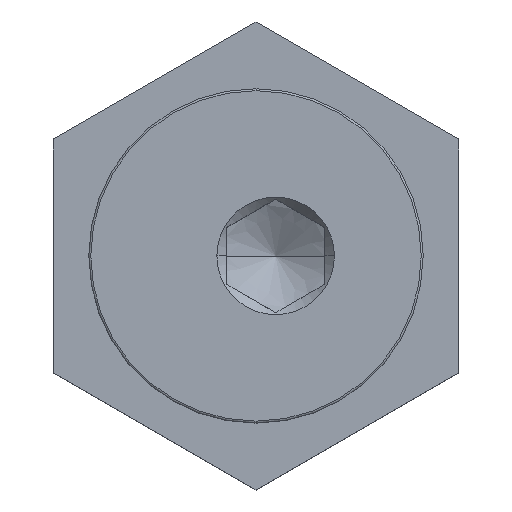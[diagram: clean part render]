
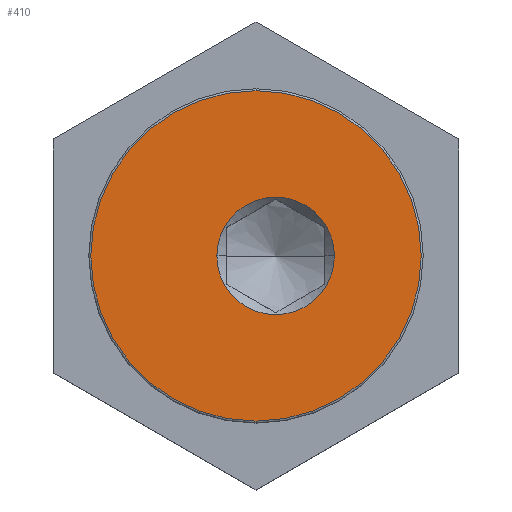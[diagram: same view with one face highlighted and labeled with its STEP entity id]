
A CAD part, top view. The second image highlights one B-rep face of the part: STEP entity #410.
In plain terms, the highlighted planar face has unit normal (0, 0, 1).
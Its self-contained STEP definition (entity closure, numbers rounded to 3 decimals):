
#216=EDGE_CURVE('',#222,#436,#577,.T.);
#222=VERTEX_POINT('',#584);
#264=EDGE_CURVE('',#530,#222,#633,.T.);
#296=EDGE_CURVE('',#392,#366,#666,.T.);
#366=VERTEX_POINT('',#742);
#392=VERTEX_POINT('',#772);
#410=ADVANCED_FACE('',(#792,#793),#794,.T.);
#416=EDGE_CURVE('',#436,#530,#802,.T.);
#436=VERTEX_POINT('',#822);
#502=EDGE_CURVE('',#366,#392,#895,.T.);
#530=VERTEX_POINT('',#927);
#577=CIRCLE('',#993,8.4);
#584=CARTESIAN_POINT('',(-1.,-8.4,4.7));
#633=CIRCLE('',#1083,8.4);
#666=CIRCLE('',#1150,2.988);
#742=CARTESIAN_POINT('',(2.988,0.0,4.7));
#772=CARTESIAN_POINT('',(-2.988,0.,4.7));
#792=FACE_BOUND('',#1369,.T.);
#793=FACE_OUTER_BOUND('',#1370,.T.);
#794=PLANE('',#1371);
#802=CIRCLE('',#1382,8.4);
#822=CARTESIAN_POINT('',(-1.0,8.4,4.7));
#895=CIRCLE('',#1530,2.988);
#927=CARTESIAN_POINT('',(7.4,0.,4.7));
#993=AXIS2_PLACEMENT_3D('',#1614,#1615,#1616);
#1083=AXIS2_PLACEMENT_3D('',#1680,#1681,#1682);
#1150=AXIS2_PLACEMENT_3D('',#1705,#1706,#1707);
#1369=EDGE_LOOP('',(#1829,#1830));
#1370=EDGE_LOOP('',(#1831,#1832,#1833));
#1371=AXIS2_PLACEMENT_3D('',#1834,#1835,#1836);
#1382=AXIS2_PLACEMENT_3D('',#1846,#1847,#1848);
#1530=AXIS2_PLACEMENT_3D('',#1947,#1948,#1949);
#1614=CARTESIAN_POINT('',(-1.0,0.,4.7));
#1615=DIRECTION('',(0.0,0.,-1.0));
#1616=DIRECTION('',(1.0,0.0,0.0));
#1680=CARTESIAN_POINT('',(-1.0,0.,4.7));
#1681=DIRECTION('',(0.0,0.,-1.0));
#1682=DIRECTION('',(1.0,0.0,0.0));
#1705=CARTESIAN_POINT('',(0.0,0.,4.7));
#1706=DIRECTION('',(0.0,0.,-1.0));
#1707=DIRECTION('',(1.0,0.0,0.0));
#1829=ORIENTED_EDGE('',*,*,#502,.T.);
#1830=ORIENTED_EDGE('',*,*,#296,.T.);
#1831=ORIENTED_EDGE('',*,*,#264,.F.);
#1832=ORIENTED_EDGE('',*,*,#416,.F.);
#1833=ORIENTED_EDGE('',*,*,#216,.F.);
#1834=CARTESIAN_POINT('',(2.0,0.,4.7));
#1835=DIRECTION('',(0.0,0.,1.0));
#1836=DIRECTION('',(-1.0,0.0,0.0));
#1846=CARTESIAN_POINT('',(-1.0,0.,4.7));
#1847=DIRECTION('',(0.0,0.,-1.0));
#1848=DIRECTION('',(1.0,0.0,0.0));
#1947=CARTESIAN_POINT('',(0.0,0.,4.7));
#1948=DIRECTION('',(0.0,0.,-1.0));
#1949=DIRECTION('',(1.0,0.0,0.0));
